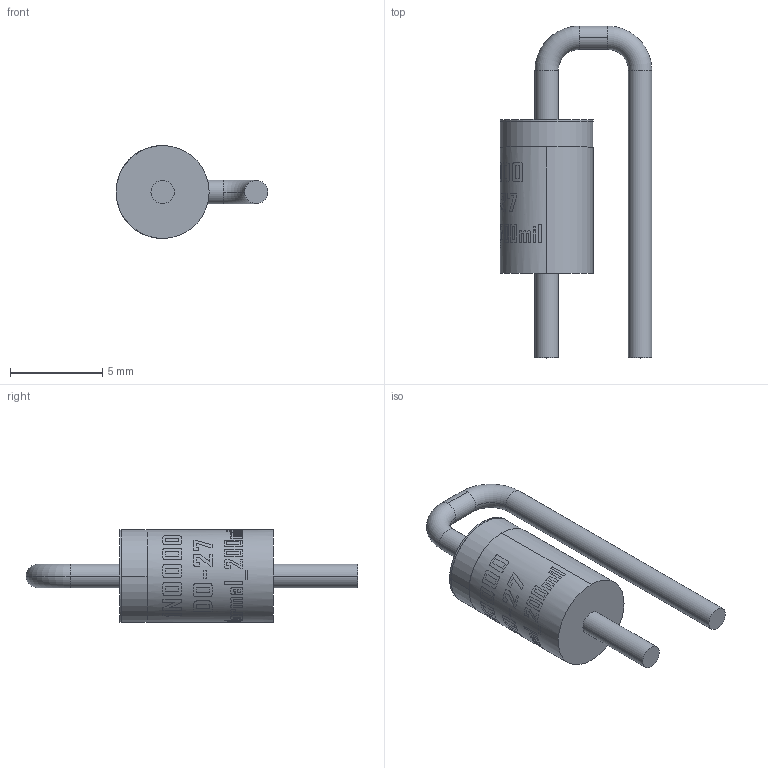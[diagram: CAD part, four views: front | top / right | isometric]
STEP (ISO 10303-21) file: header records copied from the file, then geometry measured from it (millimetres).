
FILE_DESCRIPTION (( 'STEP AP214' ), '1' );
FILE_NAME ('DO-27_Normal_200mil_rev1.0.STEP', '2023-03-16T21:38:31', ( '' ), ( '' ), 'SwSTEP 2.0', 'SolidWorks 2020', '' );
FILE_SCHEMA (( 'AUTOMOTIVE_DESIGN' ));
Length unit declared in the file: millimetre
Products named in the file (1): DO-27_Normal_200mil_rev1.0
Bounding box: 8.24 x 18.03 x 5.05 mm (x, y, z)
Volume: 205 mm3; surface area: 292.5 mm2
Topology: 1 solids, 1 shells, 59 faces, 325 edges, 307 vertices
Faces by surface type: cylinder 49, plane 6, torus 4
Entity records: 4840 total; most frequent: CARTESIAN_POINT 1444, ORIENTED_EDGE 650, DIRECTION 487, EDGE_CURVE 325, VERTEX_POINT 307, AXIS2_PLACEMENT_3D 186, CIRCLE 126, VECTOR 115
